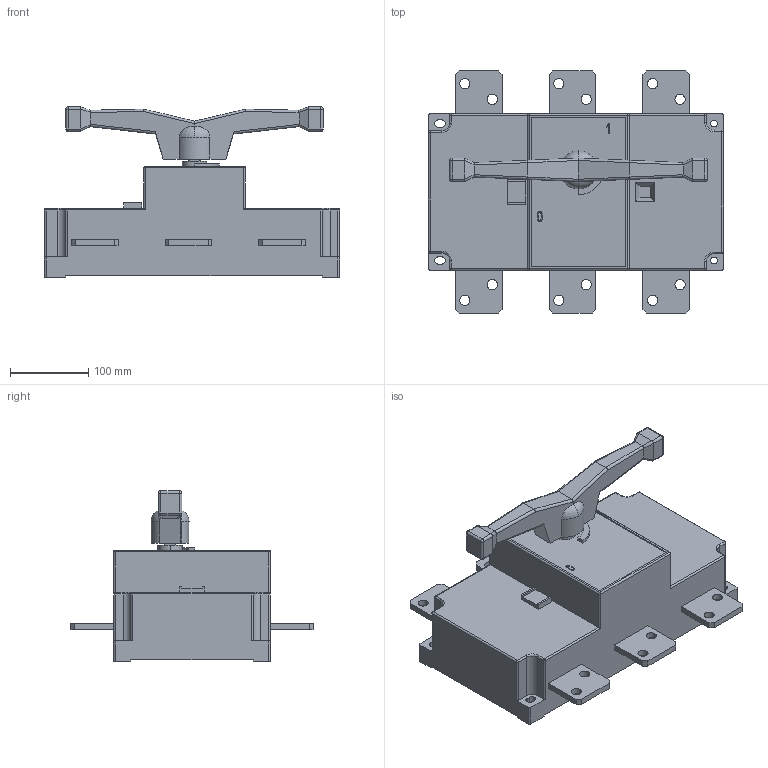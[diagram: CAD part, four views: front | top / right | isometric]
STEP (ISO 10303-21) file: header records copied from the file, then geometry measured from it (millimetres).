
FILE_DESCRIPTION (( 'STEP AP203' ), '1' );
FILE_NAME ('Ðóáèëüíèê-âûêëþ÷àòåëü PowerSwitch 1000 3P EKF PROxima (psds-1000-3).STEP', '2021-10-29T07:53:34', ( '' ), ( '' ), 'SwSTEP 2.0', 'SolidWorks 2021', '' );
FILE_SCHEMA (( 'CONFIG_CONTROL_DESIGN' ));
Length unit declared in the file: millimetre
Products named in the file (3): Êîðïóñ äëÿ PowerSwitch psds-1000-3_00; Ðóêîÿòêà äëÿ PowerSwitch psds-1000-3_00; Ðóáèëüíèê-âûêëþ÷àòåëü PowerSwitch 1000 3P EKF PROxima (psds-1000-3)
Assembly tree (2 placements, depth 2):
  Ðóáèëüíèê-âûêëþ÷àòåëü PowerSwitch 1000 3P EKF PROxima (psds-1000-3)
    Êîðïóñ äëÿ PowerSwitch psds-1000-3_00
    Ðóêîÿòêà äëÿ PowerSwitch psds-1000-3_00
Bounding box: 377 x 310 x 218 mm (x, y, z)
Volume: 8176391 mm3; surface area: 379101 mm2
Topology: 2 solids, 2 shells, 314 faces, 823 edges, 509 vertices
Faces by surface type: plane 152, cylinder 123, sphere 20, bspline 11, torus 8
Entity records: 10683 total; most frequent: CARTESIAN_POINT 2820, ORIENTED_EDGE 1606, DIRECTION 1524, EDGE_CURVE 803, VECTOR 514, LINE 514, VERTEX_POINT 509, AXIS2_PLACEMENT_3D 505
